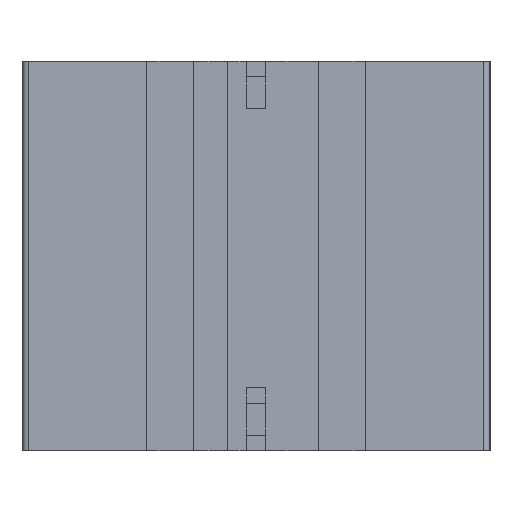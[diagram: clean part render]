
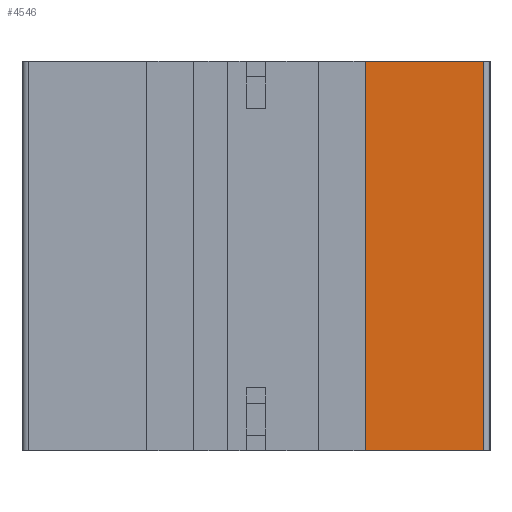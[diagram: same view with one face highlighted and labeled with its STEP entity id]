
A CAD part, front view. The second image highlights one B-rep face of the part: STEP entity #4546.
In plain terms, the highlighted planar face has unit normal (0, -1, 0).
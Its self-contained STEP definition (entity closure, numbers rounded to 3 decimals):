
#30=DIRECTION('',(-1.,0.,0.));
#31=VECTOR('',#30,9.586);
#32=CARTESIAN_POINT('',(18.586,33.8,-12.5));
#33=LINE('',#32,#31);
#1206=DIRECTION('',(-1.,0.,0.));
#1207=VECTOR('',#1206,9.586);
#1208=CARTESIAN_POINT('',(18.586,33.8,12.5));
#1209=LINE('',#1208,#1207);
#1303=DIRECTION('',(0.,0.,-1.));
#1304=VECTOR('',#1303,25.);
#1305=CARTESIAN_POINT('',(9.,33.8,12.5));
#1306=LINE('',#1305,#1304);
#1316=DIRECTION('',(0.,0.,-1.));
#1317=VECTOR('',#1316,25.);
#1318=CARTESIAN_POINT('',(18.586,33.8,12.5));
#1319=LINE('',#1318,#1317);
#3289=CARTESIAN_POINT('',(9.,33.8,12.5));
#3291=VERTEX_POINT('',#3289);
#3292=CARTESIAN_POINT('',(9.,33.8,-12.5));
#3294=VERTEX_POINT('',#3292);
#3365=CARTESIAN_POINT('',(18.586,33.8,-12.5));
#3367=VERTEX_POINT('',#3365);
#3368=CARTESIAN_POINT('',(18.586,33.8,12.5));
#3369=VERTEX_POINT('',#3368);
#4534=CARTESIAN_POINT('',(19.,33.8,-12.5));
#4535=DIRECTION('',(0.,1.,0.));
#4536=DIRECTION('',(-1.,0.,0.));
#4537=AXIS2_PLACEMENT_3D('',#4534,#4535,#4536);
#4538=PLANE('',#4537);
#4540=ORIENTED_EDGE('',*,*,#4539,.T.);
#4541=ORIENTED_EDGE('',*,*,#3683,.T.);
#4542=ORIENTED_EDGE('',*,*,#4527,.F.);
#4543=ORIENTED_EDGE('',*,*,#4374,.F.);
#4544=EDGE_LOOP('',(#4540,#4541,#4542,#4543));
#4545=FACE_OUTER_BOUND('',#4544,.F.);
#4546=ADVANCED_FACE('',(#4545),#4538,.F.);
#3683=EDGE_CURVE('',#3367,#3294,#33,.T.);
#4374=EDGE_CURVE('',#3369,#3291,#1209,.T.);
#4527=EDGE_CURVE('',#3291,#3294,#1306,.T.);
#4539=EDGE_CURVE('',#3369,#3367,#1319,.T.);
